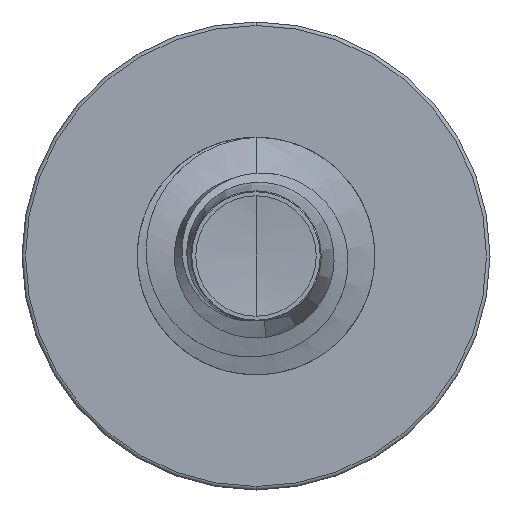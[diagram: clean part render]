
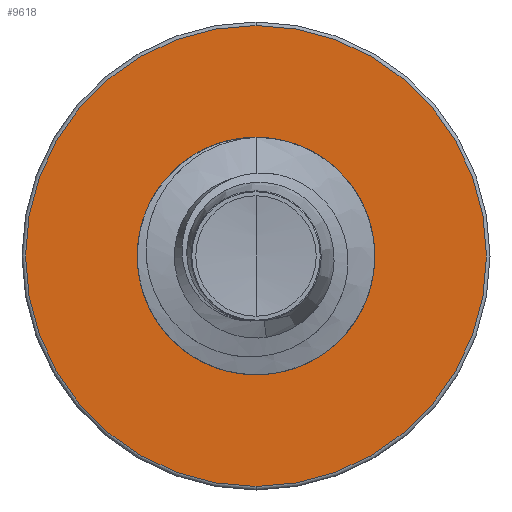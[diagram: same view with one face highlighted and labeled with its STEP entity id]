
A CAD part, front view. The second image highlights one B-rep face of the part: STEP entity #9618.
In plain terms, the highlighted planar face has unit normal (0, -1, 0).
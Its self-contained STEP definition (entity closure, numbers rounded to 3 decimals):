
#825 = FACE_BOUND ( 'NONE', #15581, .T. ) ;
#838 = DIRECTION ( 'NONE',  ( 0., 0., 1. ) ) ;
#1015 = DIRECTION ( 'NONE',  ( 0., 1., 0. ) ) ;
#1668 = AXIS2_PLACEMENT_3D ( 'NONE', #16187, #8514, #838 ) ;
#1880 = EDGE_CURVE ( 'NONE', #2143, #10117, #11391, .T. ) ;
#2143 = VERTEX_POINT ( 'NONE', #4089 ) ;
#2352 = AXIS2_PLACEMENT_3D ( 'NONE', #6661, #9291, #7307 ) ;
#3190 = PLANE ( 'NONE',  #4774 ) ;
#3367 = AXIS2_PLACEMENT_3D ( 'NONE', #3965, #12815, #5206 ) ;
#3484 = CARTESIAN_POINT ( 'NONE',  ( 0., 14., -1.722 ) ) ;
#3965 = CARTESIAN_POINT ( 'NONE',  ( 0., 14., 0. ) ) ;
#4089 = CARTESIAN_POINT ( 'NONE',  ( 0., 14., 1.722 ) ) ;
#4774 = AXIS2_PLACEMENT_3D ( 'NONE', #10694, #14653, #7011 ) ;
#5143 = EDGE_CURVE ( 'NONE', #10117, #2143, #12297, .T. ) ;
#5206 = DIRECTION ( 'NONE',  ( 0., 0., 1. ) ) ;
#6661 = CARTESIAN_POINT ( 'NONE',  ( 0., 14., 0. ) ) ;
#7011 = DIRECTION ( 'NONE',  ( 0., 0., 1. ) ) ;
#7088 = VERTEX_POINT ( 'NONE', #12749 ) ;
#7175 = CIRCLE ( 'NONE', #3367, 3.398 ) ;
#7307 = DIRECTION ( 'NONE',  ( 0., 0., 1. ) ) ;
#8378 = EDGE_CURVE ( 'NONE', #9265, #7088, #7175, .T. ) ;
#8514 = DIRECTION ( 'NONE',  ( 0., 1., 0. ) ) ;
#8673 = CARTESIAN_POINT ( 'NONE',  ( 0., 14., 0. ) ) ;
#9265 = VERTEX_POINT ( 'NONE', #14545 ) ;
#9286 = ORIENTED_EDGE ( 'NONE', *, *, #8378, .F. ) ;
#9291 = DIRECTION ( 'NONE',  ( 0., 1., 0. ) ) ;
#9618 = ADVANCED_FACE ( 'NONE', ( #13623, #825 ), #3190, .F. ) ;
#9971 = DIRECTION ( 'NONE',  ( 0., 0., 1. ) ) ;
#10024 = EDGE_LOOP ( 'NONE', ( #10738, #9286 ) ) ;
#10117 = VERTEX_POINT ( 'NONE', #3484 ) ;
#10694 = CARTESIAN_POINT ( 'NONE',  ( 0., 14., -1.722 ) ) ;
#10738 = ORIENTED_EDGE ( 'NONE', *, *, #12359, .F. ) ;
#10838 = ORIENTED_EDGE ( 'NONE', *, *, #5143, .T. ) ;
#10990 = ORIENTED_EDGE ( 'NONE', *, *, #1880, .T. ) ;
#11193 = CIRCLE ( 'NONE', #14666, 3.398 ) ;
#11391 = CIRCLE ( 'NONE', #2352, 1.722 ) ;
#12297 = CIRCLE ( 'NONE', #1668, 1.722 ) ;
#12359 = EDGE_CURVE ( 'NONE', #7088, #9265, #11193, .T. ) ;
#12749 = CARTESIAN_POINT ( 'NONE',  ( 0., 14., 3.398 ) ) ;
#12815 = DIRECTION ( 'NONE',  ( 0., 1., 0. ) ) ;
#13623 = FACE_OUTER_BOUND ( 'NONE', #10024, .T. ) ;
#14545 = CARTESIAN_POINT ( 'NONE',  ( 0., 14., -3.397 ) ) ;
#14653 = DIRECTION ( 'NONE',  ( 0., 1., 0. ) ) ;
#14666 = AXIS2_PLACEMENT_3D ( 'NONE', #8673, #1015, #9971 ) ;
#15581 = EDGE_LOOP ( 'NONE', ( #10990, #10838 ) ) ;
#16187 = CARTESIAN_POINT ( 'NONE',  ( 0., 14., 0. ) ) ;
